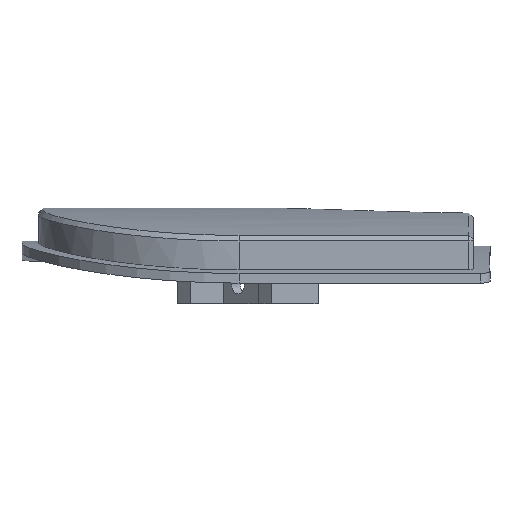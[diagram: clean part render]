
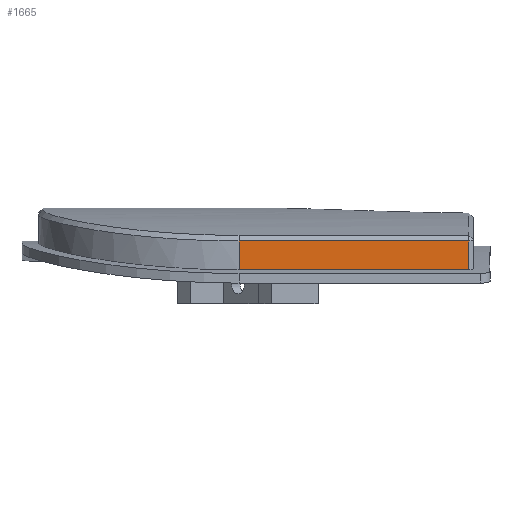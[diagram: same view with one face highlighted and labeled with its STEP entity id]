
A CAD part, front view. The second image highlights one B-rep face of the part: STEP entity #1665.
In plain terms, the highlighted planar face has unit normal (0, -1, 0).
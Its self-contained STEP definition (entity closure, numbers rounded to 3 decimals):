
#193 = PLANE('',#194);
#194 = AXIS2_PLACEMENT_3D('',#195,#196,#197);
#195 = CARTESIAN_POINT('',(-28.6,-49.85,-2.48));
#196 = DIRECTION('',(0.,0.773,-0.634)
  );
#197 = DIRECTION('',(1.,0.,0.));
#746 = VERTEX_POINT('',#747);
#747 = CARTESIAN_POINT('',(-28.6,-49.85,-2.48));
#772 = CYLINDRICAL_SURFACE('',#773,21.25);
#773 = AXIS2_PLACEMENT_3D('',#774,#775,#776);
#774 = CARTESIAN_POINT('',(-28.6,-28.6,10.));
#775 = DIRECTION('',(0.,-0.,1.));
#776 = DIRECTION('',(0.,-1.,0.));
#926 = VERTEX_POINT('',#927);
#927 = CARTESIAN_POINT('',(-4.25,-49.85,-2.48));
#948 = EDGE_CURVE('',#746,#926,#949,.T.);
#949 = SURFACE_CURVE('',#950,(#954,#961),.PCURVE_S1.);
#950 = LINE('',#951,#952);
#951 = CARTESIAN_POINT('',(-28.6,-49.85,-2.48));
#952 = VECTOR('',#953,1.);
#953 = DIRECTION('',(1.,0.,0.));
#954 = PCURVE('',#193,#955);
#955 = DEFINITIONAL_REPRESENTATION('',(#956),#960);
#956 = LINE('',#957,#958);
#957 = CARTESIAN_POINT('',(0.,0.));
#958 = VECTOR('',#959,1.);
#959 = DIRECTION('',(1.,0.));
#960 = ( GEOMETRIC_REPRESENTATION_CONTEXT(2) 
PARAMETRIC_REPRESENTATION_CONTEXT() REPRESENTATION_CONTEXT('2D SPACE',''
  ) );
#961 = PCURVE('',#962,#967);
#962 = PLANE('',#963);
#963 = AXIS2_PLACEMENT_3D('',#964,#965,#966);
#964 = CARTESIAN_POINT('',(-3.75,-49.85,10.));
#965 = DIRECTION('',(0.,1.,-0.));
#966 = DIRECTION('',(-1.,0.,0.));
#967 = DEFINITIONAL_REPRESENTATION('',(#968),#972);
#968 = LINE('',#969,#970);
#969 = CARTESIAN_POINT('',(24.85,-12.48));
#970 = VECTOR('',#971,1.);
#971 = DIRECTION('',(-1.,0.));
#972 = ( GEOMETRIC_REPRESENTATION_CONTEXT(2) 
PARAMETRIC_REPRESENTATION_CONTEXT() REPRESENTATION_CONTEXT('2D SPACE',''
  ) );
#1090 = CYLINDRICAL_SURFACE('',#1091,147.5);
#1091 = AXIS2_PLACEMENT_3D('',#1092,#1093,#1094);
#1092 = CARTESIAN_POINT('',(-55.,-20.,-150.));
#1093 = DIRECTION('',(1.,0.,0.));
#1094 = DIRECTION('',(0.,0.,-1.));
#1475 = EDGE_CURVE('',#746,#1476,#1478,.T.);
#1476 = VERTEX_POINT('',#1477);
#1477 = CARTESIAN_POINT('',(-28.6,-49.85,-5.552));
#1478 = SURFACE_CURVE('',#1479,(#1483,#1490),.PCURVE_S1.);
#1479 = LINE('',#1480,#1481);
#1480 = CARTESIAN_POINT('',(-28.6,-49.85,10.));
#1481 = VECTOR('',#1482,1.);
#1482 = DIRECTION('',(-0.,-0.,-1.));
#1483 = PCURVE('',#772,#1484);
#1484 = DEFINITIONAL_REPRESENTATION('',(#1485),#1489);
#1485 = LINE('',#1486,#1487);
#1486 = CARTESIAN_POINT('',(-6.283,0.));
#1487 = VECTOR('',#1488,1.);
#1488 = DIRECTION('',(-0.,-1.));
#1489 = ( GEOMETRIC_REPRESENTATION_CONTEXT(2) 
PARAMETRIC_REPRESENTATION_CONTEXT() REPRESENTATION_CONTEXT('2D SPACE',''
  ) );
#1490 = PCURVE('',#962,#1491);
#1491 = DEFINITIONAL_REPRESENTATION('',(#1492),#1496);
#1492 = LINE('',#1493,#1494);
#1493 = CARTESIAN_POINT('',(24.85,0.));
#1494 = VECTOR('',#1495,1.);
#1495 = DIRECTION('',(0.,-1.));
#1496 = ( GEOMETRIC_REPRESENTATION_CONTEXT(2) 
PARAMETRIC_REPRESENTATION_CONTEXT() REPRESENTATION_CONTEXT('2D SPACE',''
  ) );
#1628 = PLANE('',#1629);
#1629 = AXIS2_PLACEMENT_3D('',#1630,#1631,#1632);
#1630 = CARTESIAN_POINT('',(-4.,-49.6,-1.98));
#1631 = DIRECTION('',(0.707,-0.707,0.));
#1632 = DIRECTION('',(-0.,0.,1.));
#1665 = ADVANCED_FACE('',(#1666),#962,.F.);
#1666 = FACE_BOUND('',#1667,.F.);
#1667 = EDGE_LOOP('',(#1668,#1669,#1670,#1693));
#1668 = ORIENTED_EDGE('',*,*,#1475,.F.);
#1669 = ORIENTED_EDGE('',*,*,#948,.T.);
#1670 = ORIENTED_EDGE('',*,*,#1671,.T.);
#1671 = EDGE_CURVE('',#926,#1672,#1674,.T.);
#1672 = VERTEX_POINT('',#1673);
#1673 = CARTESIAN_POINT('',(-4.25,-49.85,-5.552));
#1674 = SURFACE_CURVE('',#1675,(#1679,#1686),.PCURVE_S1.);
#1675 = LINE('',#1676,#1677);
#1676 = CARTESIAN_POINT('',(-4.25,-49.85,-1.98));
#1677 = VECTOR('',#1678,1.);
#1678 = DIRECTION('',(-0.,-0.,-1.));
#1679 = PCURVE('',#962,#1680);
#1680 = DEFINITIONAL_REPRESENTATION('',(#1681),#1685);
#1681 = LINE('',#1682,#1683);
#1682 = CARTESIAN_POINT('',(0.5,-11.98));
#1683 = VECTOR('',#1684,1.);
#1684 = DIRECTION('',(0.,-1.));
#1685 = ( GEOMETRIC_REPRESENTATION_CONTEXT(2) 
PARAMETRIC_REPRESENTATION_CONTEXT() REPRESENTATION_CONTEXT('2D SPACE',''
  ) );
#1686 = PCURVE('',#1628,#1687);
#1687 = DEFINITIONAL_REPRESENTATION('',(#1688),#1692);
#1688 = LINE('',#1689,#1690);
#1689 = CARTESIAN_POINT('',(-0.,0.354));
#1690 = VECTOR('',#1691,1.);
#1691 = DIRECTION('',(-1.,0.));
#1692 = ( GEOMETRIC_REPRESENTATION_CONTEXT(2) 
PARAMETRIC_REPRESENTATION_CONTEXT() REPRESENTATION_CONTEXT('2D SPACE',''
  ) );
#1693 = ORIENTED_EDGE('',*,*,#1694,.F.);
#1694 = EDGE_CURVE('',#1476,#1672,#1695,.T.);
#1695 = SURFACE_CURVE('',#1696,(#1700,#1706),.PCURVE_S1.);
#1696 = LINE('',#1697,#1698);
#1697 = CARTESIAN_POINT('',(-55.,-49.85,-5.552));
#1698 = VECTOR('',#1699,1.);
#1699 = DIRECTION('',(1.,0.,0.));
#1700 = PCURVE('',#962,#1701);
#1701 = DEFINITIONAL_REPRESENTATION('',(#1702),#1705);
#1702 = B_SPLINE_CURVE_WITH_KNOTS('',1,(#1703,#1704),.UNSPECIFIED.,.F.,
  .F.,(2,2),(23.965,53.),.PIECEWISE_BEZIER_KNOTS.);
#1703 = CARTESIAN_POINT('',(27.285,-15.552));
#1704 = CARTESIAN_POINT('',(-1.75,-15.552));
#1705 = ( GEOMETRIC_REPRESENTATION_CONTEXT(2) 
PARAMETRIC_REPRESENTATION_CONTEXT() REPRESENTATION_CONTEXT('2D SPACE',''
  ) );
#1706 = PCURVE('',#1090,#1707);
#1707 = DEFINITIONAL_REPRESENTATION('',(#1708),#1711);
#1708 = B_SPLINE_CURVE_WITH_KNOTS('',1,(#1709,#1710),.UNSPECIFIED.,.F.,
  .F.,(2,2),(23.965,53.),.PIECEWISE_BEZIER_KNOTS.);
#1709 = CARTESIAN_POINT('',(3.345,23.965));
#1710 = CARTESIAN_POINT('',(3.345,53.));
#1711 = ( GEOMETRIC_REPRESENTATION_CONTEXT(2) 
PARAMETRIC_REPRESENTATION_CONTEXT() REPRESENTATION_CONTEXT('2D SPACE',''
  ) );
